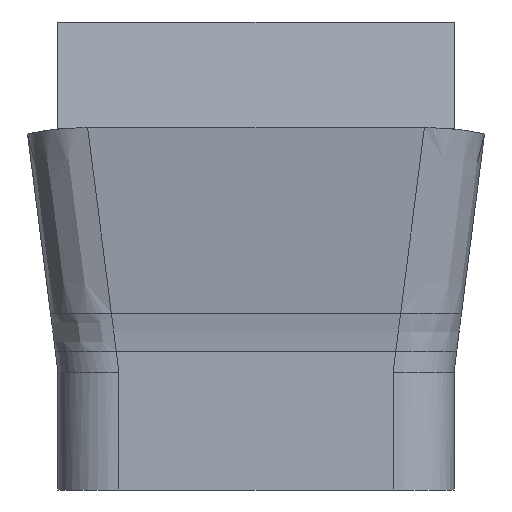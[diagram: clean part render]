
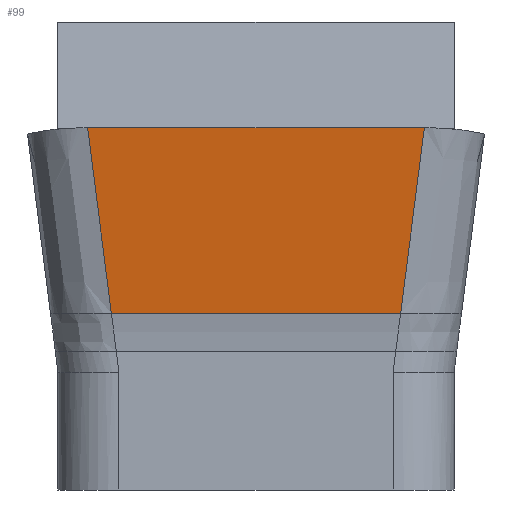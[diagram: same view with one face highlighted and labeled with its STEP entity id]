
A CAD part, front view. The second image highlights one B-rep face of the part: STEP entity #99.
In plain terms, the highlighted planar face has unit normal (0, -0.993, -0.122).
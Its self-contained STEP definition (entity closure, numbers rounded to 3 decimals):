
#99=ADVANCED_FACE('SIDE_FP_AN_SU1',(#175),#147,.T.);
#147=PLANE('',#1075);
#175=FACE_OUTER_BOUND('',#231,.T.);
#231=EDGE_LOOP('',(#377,#378,#379,#380));
#377=ORIENTED_EDGE('',*,*,#753,.F.);
#378=ORIENTED_EDGE('',*,*,#751,.T.);
#379=ORIENTED_EDGE('',*,*,#754,.F.);
#380=ORIENTED_EDGE('',*,*,#747,.T.);
#636=VERTEX_POINT('',#1723);
#637=VERTEX_POINT('',#1728);
#639=VERTEX_POINT('',#1775);
#640=VERTEX_POINT('',#1780);
#747=EDGE_CURVE('',#637,#636,#971,.T.);
#751=EDGE_CURVE('',#640,#639,#975,.T.);
#753=EDGE_CURVE('',#640,#636,#847,.T.);
#754=EDGE_CURVE('',#637,#639,#848,.T.);
#847=LINE('',#1809,#893);
#848=LINE('',#1810,#894);
#893=VECTOR('',#1155,1.);
#894=VECTOR('',#1156,1.);
#971=B_SPLINE_CURVE_WITH_KNOTS('',3,(#1724,#1725,#1726,#1727),
 .UNSPECIFIED.,.F.,.F.,(4,4),(0.,1.),.UNSPECIFIED.);
#975=B_SPLINE_CURVE_WITH_KNOTS('',3,(#1776,#1777,#1778,#1779),
 .UNSPECIFIED.,.F.,.F.,(4,4),(0.,1.),.UNSPECIFIED.);
#1075=AXIS2_PLACEMENT_3D('',#1811,#1157,#1158);
#1155=DIRECTION('',(1.,0.,0.));
#1156=DIRECTION('',(-1.,0.,0.));
#1157=DIRECTION('',(0.,-0.993,-0.122));
#1158=DIRECTION('',(-1.,0.,0.));
#1723=CARTESIAN_POINT('',(2.211,-12.51,0.083));
#1724=CARTESIAN_POINT('',(1.899,-12.211,-2.351));
#1725=CARTESIAN_POINT('',(2.003,-12.311,-1.539));
#1726=CARTESIAN_POINT('',(2.107,-12.411,-0.728));
#1727=CARTESIAN_POINT('',(2.211,-12.51,0.083));
#1728=CARTESIAN_POINT('',(1.899,-12.211,-2.351));
#1775=CARTESIAN_POINT('',(-1.899,-12.211,-2.351));
#1776=CARTESIAN_POINT('',(-2.211,-12.51,0.083));
#1777=CARTESIAN_POINT('',(-2.107,-12.411,-0.728));
#1778=CARTESIAN_POINT('',(-2.003,-12.311,-1.539));
#1779=CARTESIAN_POINT('',(-1.899,-12.211,-2.351));
#1780=CARTESIAN_POINT('',(-2.211,-12.51,0.083));
#1809=CARTESIAN_POINT('',(-17.,-12.51,0.083));
#1810=CARTESIAN_POINT('',(0.,-12.211,-2.351));
#1811=CARTESIAN_POINT('',(0.,-13.049,4.472));
